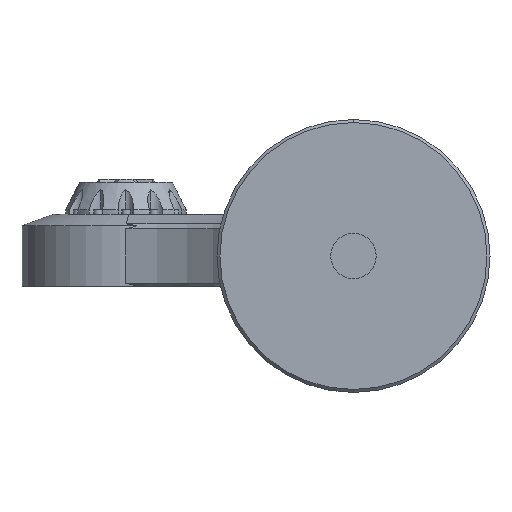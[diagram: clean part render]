
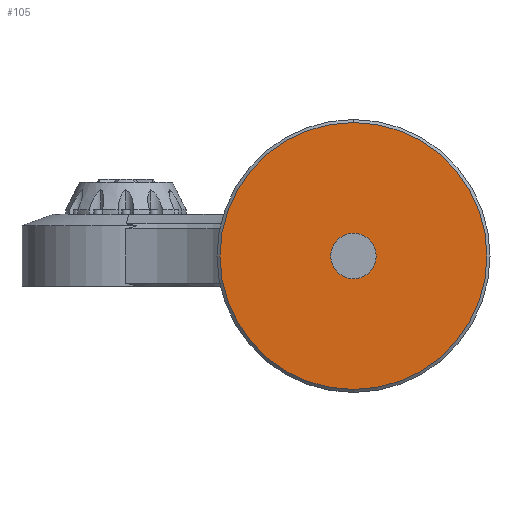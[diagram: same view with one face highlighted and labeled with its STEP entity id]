
A CAD part, front view. The second image highlights one B-rep face of the part: STEP entity #105.
In plain terms, the highlighted planar face has unit normal (0, -1, 0).
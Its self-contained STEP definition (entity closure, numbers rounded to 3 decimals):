
#41 = DIRECTION ( 'NONE',  ( 0., 0., 1. ) ) ;
#105 = ADVANCED_FACE ( 'NONE', ( #1198, #4718 ), #5669, .F. ) ;
#242 = DIRECTION ( 'NONE',  ( 0., 1., 0. ) ) ;
#465 = EDGE_CURVE ( 'NONE', #4863, #5073, #987, .T. ) ;
#692 = DIRECTION ( 'NONE',  ( 0., -1., 0. ) ) ;
#825 = ORIENTED_EDGE ( 'NONE', *, *, #6022, .F. ) ;
#987 = CIRCLE ( 'NONE', #4664, 88. ) ;
#999 = EDGE_LOOP ( 'NONE', ( #3051, #825 ) ) ;
#1162 = CARTESIAN_POINT ( 'NONE',  ( 0., 0., 0. ) ) ;
#1198 = FACE_BOUND ( 'NONE', #999, .T. ) ;
#1208 = CIRCLE ( 'NONE', #6027, 15. ) ;
#1220 = CARTESIAN_POINT ( 'NONE',  ( 0., 0., 0. ) ) ;
#1356 = CARTESIAN_POINT ( 'NONE',  ( 0., 0., 0. ) ) ;
#1446 = CARTESIAN_POINT ( 'NONE',  ( 0., 0., 88. ) ) ;
#1517 = CIRCLE ( 'NONE', #2470, 88. ) ;
#1697 = EDGE_LOOP ( 'NONE', ( #6251, #4912 ) ) ;
#1782 = DIRECTION ( 'NONE',  ( 0., 0., -1. ) ) ;
#1810 = CARTESIAN_POINT ( 'NONE',  ( 0., 0., -88. ) ) ;
#2320 = DIRECTION ( 'NONE',  ( 0., 0., 1. ) ) ;
#2329 = CIRCLE ( 'NONE', #3265, 15. ) ;
#2470 = AXIS2_PLACEMENT_3D ( 'NONE', #4292, #5991, #2320 ) ;
#2787 = EDGE_CURVE ( 'NONE', #5418, #5935, #2329, .T. ) ;
#3032 = DIRECTION ( 'NONE',  ( 0., -1., 0. ) ) ;
#3051 = ORIENTED_EDGE ( 'NONE', *, *, #2787, .F. ) ;
#3265 = AXIS2_PLACEMENT_3D ( 'NONE', #1356, #4385, #1782 ) ;
#4292 = CARTESIAN_POINT ( 'NONE',  ( 0., 0., 0. ) ) ;
#4310 = DIRECTION ( 'NONE',  ( 0., 0., -1. ) ) ;
#4385 = DIRECTION ( 'NONE',  ( 0., -1., 0. ) ) ;
#4539 = CARTESIAN_POINT ( 'NONE',  ( 0., 0., 15. ) ) ;
#4664 = AXIS2_PLACEMENT_3D ( 'NONE', #5533, #3032, #41 ) ;
#4718 = FACE_OUTER_BOUND ( 'NONE', #1697, .T. ) ;
#4863 = VERTEX_POINT ( 'NONE', #1810 ) ;
#4912 = ORIENTED_EDGE ( 'NONE', *, *, #465, .T. ) ;
#5073 = VERTEX_POINT ( 'NONE', #1446 ) ;
#5413 = AXIS2_PLACEMENT_3D ( 'NONE', #1162, #242, #6169 ) ;
#5418 = VERTEX_POINT ( 'NONE', #6151 ) ;
#5533 = CARTESIAN_POINT ( 'NONE',  ( 0., 0., 0. ) ) ;
#5669 = PLANE ( 'NONE',  #5413 ) ;
#5818 = EDGE_CURVE ( 'NONE', #5073, #4863, #1517, .T. ) ;
#5935 = VERTEX_POINT ( 'NONE', #4539 ) ;
#5991 = DIRECTION ( 'NONE',  ( 0., -1., 0. ) ) ;
#6022 = EDGE_CURVE ( 'NONE', #5935, #5418, #1208, .T. ) ;
#6027 = AXIS2_PLACEMENT_3D ( 'NONE', #1220, #692, #4310 ) ;
#6151 = CARTESIAN_POINT ( 'NONE',  ( 0., 0., -15. ) ) ;
#6169 = DIRECTION ( 'NONE',  ( 0., 0., 1. ) ) ;
#6251 = ORIENTED_EDGE ( 'NONE', *, *, #5818, .T. ) ;
